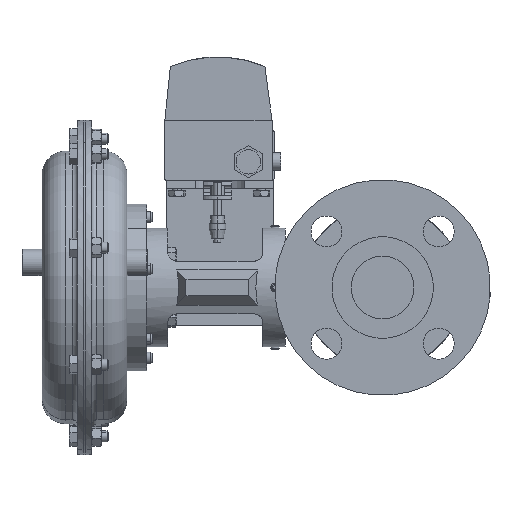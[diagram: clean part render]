
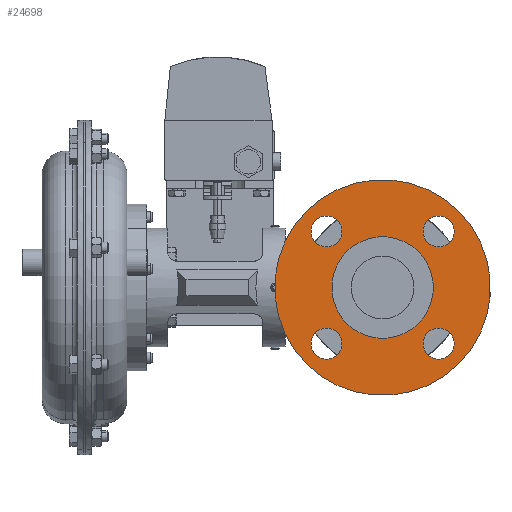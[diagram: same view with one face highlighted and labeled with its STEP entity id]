
A CAD part, left-side view. The second image highlights one B-rep face of the part: STEP entity #24698.
In plain terms, the highlighted planar face has unit normal (-1, 0, 0).
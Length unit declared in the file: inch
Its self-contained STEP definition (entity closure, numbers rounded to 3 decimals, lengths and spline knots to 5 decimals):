
#47 = CARTESIAN_POINT ( 'NONE',  ( -4.5625, 1.90212, 1.90212 ) ) ;
#160 = CARTESIAN_POINT ( 'NONE',  ( -4.5625, 1.59099, 1.59099 ) ) ;
#886 = CARTESIAN_POINT ( 'NONE',  ( -4.5625, 0., 0. ) ) ;
#1040 = CIRCLE ( 'NONE', #12498, 1.44 ) ;
#1139 = FACE_BOUND ( 'NONE', #24562, .T. ) ;
#1306 = CARTESIAN_POINT ( 'NONE',  ( -4.5625, 1.01823, 1.01823 ) ) ;
#1762 = DIRECTION ( 'NONE',  ( -1., 0., 0. ) ) ;
#2018 = AXIS2_PLACEMENT_3D ( 'NONE', #21373, #5831, #23980 ) ;
#2201 = AXIS2_PLACEMENT_3D ( 'NONE', #15034, #33293, #17668 ) ;
#2354 = CARTESIAN_POINT ( 'NONE',  ( -4.5625, 1.01823, -1.01823 ) ) ;
#2368 = CIRCLE ( 'NONE', #7479, 0.44 ) ;
#2759 = DIRECTION ( 'NONE',  ( 0., 0.707, 0.707 ) ) ;
#2879 = EDGE_CURVE ( 'NONE', #14017, #25204, #14731, .T. ) ;
#3509 = DIRECTION ( 'NONE',  ( 0., 0.707, 0.707 ) ) ;
#3636 = EDGE_CURVE ( 'NONE', #29956, #30801, #21620, .T. ) ;
#4309 = CIRCLE ( 'NONE', #21853, 0.44 ) ;
#5138 = EDGE_LOOP ( 'NONE', ( #27743, #11172 ) ) ;
#5139 = CARTESIAN_POINT ( 'NONE',  ( -4.5625, -1.59099, 1.59099 ) ) ;
#5444 = VERTEX_POINT ( 'NONE', #1306 ) ;
#5831 = DIRECTION ( 'NONE',  ( -1., 0., 0. ) ) ;
#6000 = EDGE_CURVE ( 'NONE', #10934, #18958, #6446, .T. ) ;
#6255 = EDGE_CURVE ( 'NONE', #29796, #15262, #14220, .T. ) ;
#6446 = CIRCLE ( 'NONE', #20892, 0.44 ) ;
#6714 = VERTEX_POINT ( 'NONE', #30552 ) ;
#7378 = CARTESIAN_POINT ( 'NONE',  ( -4.5625, -1.59099, -1.59099 ) ) ;
#7479 = AXIS2_PLACEMENT_3D ( 'NONE', #17329, #1762, #19924 ) ;
#7534 = VERTEX_POINT ( 'NONE', #32404 ) ;
#7614 = ORIENTED_EDGE ( 'NONE', *, *, #31235, .F. ) ;
#7734 = DIRECTION ( 'NONE',  ( 0., -0.707, 0.707 ) ) ;
#8040 = FACE_BOUND ( 'NONE', #5138, .T. ) ;
#8755 = EDGE_LOOP ( 'NONE', ( #19657, #18337 ) ) ;
#9089 = ORIENTED_EDGE ( 'NONE', *, *, #10922, .F. ) ;
#9531 = CARTESIAN_POINT ( 'NONE',  ( -4.5625, 0., 0. ) ) ;
#9954 = DIRECTION ( 'NONE',  ( 0., -0.707, -0.707 ) ) ;
#10254 = ORIENTED_EDGE ( 'NONE', *, *, #6000, .F. ) ;
#10725 = EDGE_CURVE ( 'NONE', #18958, #10934, #2368, .T. ) ;
#10922 = EDGE_CURVE ( 'NONE', #30801, #29956, #32081, .T. ) ;
#10934 = VERTEX_POINT ( 'NONE', #47 ) ;
#11172 = ORIENTED_EDGE ( 'NONE', *, *, #2879, .F. ) ;
#11251 = CARTESIAN_POINT ( 'NONE',  ( -4.5625, 1.27986, 1.27986 ) ) ;
#11332 = EDGE_LOOP ( 'NONE', ( #11608, #7614 ) ) ;
#11356 = CARTESIAN_POINT ( 'NONE',  ( -4.5625, 1.27986, -1.27986 ) ) ;
#11424 = CIRCLE ( 'NONE', #14085, 3.06 ) ;
#11608 = ORIENTED_EDGE ( 'NONE', *, *, #14646, .F. ) ;
#11910 = CARTESIAN_POINT ( 'NONE',  ( -4.5625, 0., 0. ) ) ;
#12157 = DIRECTION ( 'NONE',  ( 0., 0.707, 0.707 ) ) ;
#12498 = AXIS2_PLACEMENT_3D ( 'NONE', #886, #19052, #3509 ) ;
#12547 = PLANE ( 'NONE',  #21012 ) ;
#12608 = CARTESIAN_POINT ( 'NONE',  ( -4.5625, 2.16375, 2.16375 ) ) ;
#12775 = CARTESIAN_POINT ( 'NONE',  ( -4.5625, -1.90212, 1.90212 ) ) ;
#14017 = VERTEX_POINT ( 'NONE', #33553 ) ;
#14085 = AXIS2_PLACEMENT_3D ( 'NONE', #11910, #30168, #14521 ) ;
#14140 = FACE_OUTER_BOUND ( 'NONE', #8755, .T. ) ;
#14220 = CIRCLE ( 'NONE', #21952, 3.06 ) ;
#14348 = CARTESIAN_POINT ( 'NONE',  ( -4.5625, 1.59099, -1.59099 ) ) ;
#14451 = EDGE_CURVE ( 'NONE', #25871, #6714, #4309, .T. ) ;
#14521 = DIRECTION ( 'NONE',  ( 0., 0.707, 0.707 ) ) ;
#14646 = EDGE_CURVE ( 'NONE', #5444, #7534, #1040, .T. ) ;
#14714 = CARTESIAN_POINT ( 'NONE',  ( -4.5625, -1.59099, -1.59099 ) ) ;
#14731 = CIRCLE ( 'NONE', #23913, 0.44 ) ;
#14869 = DIRECTION ( 'NONE',  ( -1., 0., 0. ) ) ;
#15034 = CARTESIAN_POINT ( 'NONE',  ( -4.5625, -1.59099, 1.59099 ) ) ;
#15262 = VERTEX_POINT ( 'NONE', #32927 ) ;
#15892 = CARTESIAN_POINT ( 'NONE',  ( -4.5625, -1.27986, 1.27986 ) ) ;
#16111 = EDGE_LOOP ( 'NONE', ( #9089, #23081 ) ) ;
#16693 = AXIS2_PLACEMENT_3D ( 'NONE', #9531, #27798, #12157 ) ;
#16833 = AXIS2_PLACEMENT_3D ( 'NONE', #7378, #25579, #9954 ) ;
#16984 = DIRECTION ( 'NONE',  ( 0., 0.707, -0.707 ) ) ;
#17329 = CARTESIAN_POINT ( 'NONE',  ( -4.5625, 1.59099, 1.59099 ) ) ;
#17365 = DIRECTION ( 'NONE',  ( 0., -0.707, -0.707 ) ) ;
#17668 = DIRECTION ( 'NONE',  ( 0., -0.707, 0.707 ) ) ;
#17719 = EDGE_CURVE ( 'NONE', #15262, #29796, #11424, .T. ) ;
#18252 = EDGE_LOOP ( 'NONE', ( #21664, #29897 ) ) ;
#18317 = DIRECTION ( 'NONE',  ( -1., 0., 0. ) ) ;
#18337 = ORIENTED_EDGE ( 'NONE', *, *, #17719, .T. ) ;
#18826 = CIRCLE ( 'NONE', #16693, 1.44 ) ;
#18958 = VERTEX_POINT ( 'NONE', #11251 ) ;
#19052 = DIRECTION ( 'NONE',  ( -1., 0., 0. ) ) ;
#19056 = ORIENTED_EDGE ( 'NONE', *, *, #10725, .F. ) ;
#19657 = ORIENTED_EDGE ( 'NONE', *, *, #6255, .T. ) ;
#19924 = DIRECTION ( 'NONE',  ( 0., 0.707, 0.707 ) ) ;
#20523 = DIRECTION ( 'NONE',  ( 0., -0.707, -0.707 ) ) ;
#20892 = AXIS2_PLACEMENT_3D ( 'NONE', #160, #18317, #2759 ) ;
#20994 = EDGE_CURVE ( 'NONE', #6714, #25871, #21829, .T. ) ;
#21012 = AXIS2_PLACEMENT_3D ( 'NONE', #2354, #30815, #20523 ) ;
#21078 = FACE_BOUND ( 'NONE', #11332, .T. ) ;
#21171 = CIRCLE ( 'NONE', #16833, 0.44 ) ;
#21373 = CARTESIAN_POINT ( 'NONE',  ( -4.5625, 1.59099, -1.59099 ) ) ;
#21420 = AXIS2_PLACEMENT_3D ( 'NONE', #5139, #23291, #7734 ) ;
#21620 = CIRCLE ( 'NONE', #2201, 0.44 ) ;
#21664 = ORIENTED_EDGE ( 'NONE', *, *, #20994, .F. ) ;
#21829 = CIRCLE ( 'NONE', #2018, 0.44 ) ;
#21853 = AXIS2_PLACEMENT_3D ( 'NONE', #14348, #32616, #16984 ) ;
#21952 = AXIS2_PLACEMENT_3D ( 'NONE', #30513, #14869, #33132 ) ;
#22738 = EDGE_CURVE ( 'NONE', #25204, #14017, #21171, .T. ) ;
#23081 = ORIENTED_EDGE ( 'NONE', *, *, #3636, .F. ) ;
#23291 = DIRECTION ( 'NONE',  ( -1., 0., 0. ) ) ;
#23913 = AXIS2_PLACEMENT_3D ( 'NONE', #14714, #32972, #17365 ) ;
#23980 = DIRECTION ( 'NONE',  ( 0., 0.707, -0.707 ) ) ;
#24562 = EDGE_LOOP ( 'NONE', ( #10254, #19056 ) ) ;
#24698 = ADVANCED_FACE ( 'NONE', ( #28838, #8040, #28019, #1139, #21078, #14140 ), #12547, .F. ) ;
#25204 = VERTEX_POINT ( 'NONE', #28982 ) ;
#25579 = DIRECTION ( 'NONE',  ( -1., 0., 0. ) ) ;
#25871 = VERTEX_POINT ( 'NONE', #11356 ) ;
#27743 = ORIENTED_EDGE ( 'NONE', *, *, #22738, .F. ) ;
#27798 = DIRECTION ( 'NONE',  ( -1., 0., 0. ) ) ;
#28019 = FACE_BOUND ( 'NONE', #18252, .T. ) ;
#28838 = FACE_BOUND ( 'NONE', #16111, .T. ) ;
#28982 = CARTESIAN_POINT ( 'NONE',  ( -4.5625, -1.90212, -1.90212 ) ) ;
#29796 = VERTEX_POINT ( 'NONE', #12608 ) ;
#29897 = ORIENTED_EDGE ( 'NONE', *, *, #14451, .F. ) ;
#29956 = VERTEX_POINT ( 'NONE', #15892 ) ;
#30168 = DIRECTION ( 'NONE',  ( -1., 0., 0. ) ) ;
#30513 = CARTESIAN_POINT ( 'NONE',  ( -4.5625, 0., 0. ) ) ;
#30552 = CARTESIAN_POINT ( 'NONE',  ( -4.5625, 1.90212, -1.90212 ) ) ;
#30801 = VERTEX_POINT ( 'NONE', #12775 ) ;
#30815 = DIRECTION ( 'NONE',  ( 1., 0., 0. ) ) ;
#31235 = EDGE_CURVE ( 'NONE', #7534, #5444, #18826, .T. ) ;
#32081 = CIRCLE ( 'NONE', #21420, 0.44 ) ;
#32404 = CARTESIAN_POINT ( 'NONE',  ( -4.5625, -1.01823, -1.01823 ) ) ;
#32616 = DIRECTION ( 'NONE',  ( -1., 0., 0. ) ) ;
#32927 = CARTESIAN_POINT ( 'NONE',  ( -4.5625, -2.16375, -2.16375 ) ) ;
#32972 = DIRECTION ( 'NONE',  ( -1., 0., 0. ) ) ;
#33132 = DIRECTION ( 'NONE',  ( 0., 0.707, 0.707 ) ) ;
#33293 = DIRECTION ( 'NONE',  ( -1., 0., 0. ) ) ;
#33553 = CARTESIAN_POINT ( 'NONE',  ( -4.5625, -1.27986, -1.27986 ) ) ;
